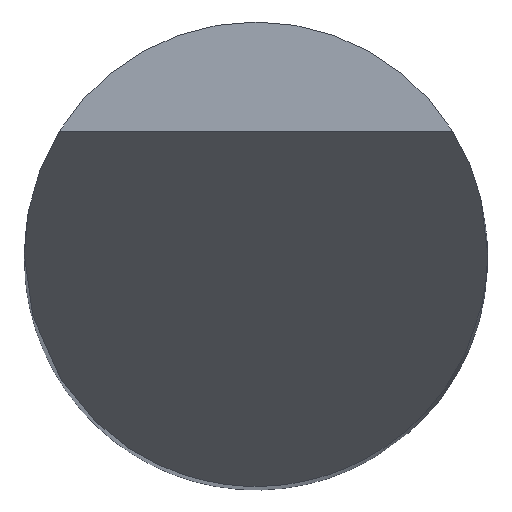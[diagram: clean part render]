
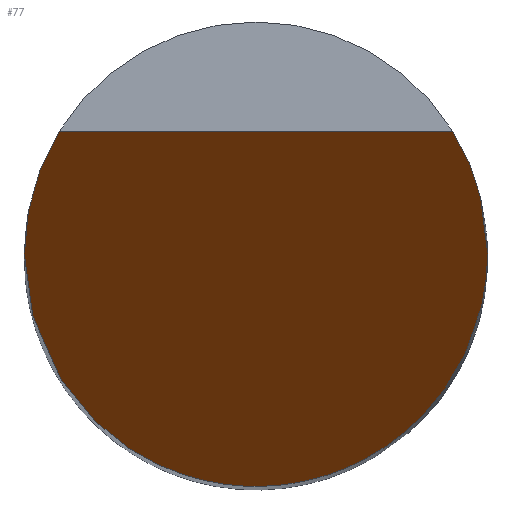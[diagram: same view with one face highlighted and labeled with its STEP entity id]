
A CAD part, top view. The second image highlights one B-rep face of the part: STEP entity #77.
In plain terms, the highlighted planar face has unit normal (0, -0.866, 0.5).
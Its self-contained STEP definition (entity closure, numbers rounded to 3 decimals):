
#77=ADVANCED_FACE('',(#116),#100,.F.);
#100=PLANE('',#523);
#116=FACE_OUTER_BOUND('',#143,.T.);
#143=EDGE_LOOP('',(#214,#215,#216,#217));
#214=ORIENTED_EDGE('',*,*,#363,.T.);
#215=ORIENTED_EDGE('',*,*,#362,.T.);
#216=ORIENTED_EDGE('',*,*,#365,.T.);
#217=ORIENTED_EDGE('',*,*,#373,.T.);
#315=VERTEX_POINT('',#735);
#316=VERTEX_POINT('',#736);
#317=VERTEX_POINT('',#741);
#318=VERTEX_POINT('',#743);
#362=EDGE_CURVE('',#315,#316,#471,.T.);
#363=EDGE_CURVE('',#317,#315,#472,.T.);
#365=EDGE_CURVE('',#316,#318,#473,.T.);
#373=EDGE_CURVE('',#318,#317,#416,.T.);
#416=LINE('',#814,#442);
#442=VECTOR('',#576,1.);
#471=(
BOUNDED_CURVE()
B_SPLINE_CURVE(3,(#731,#732,#733,#734),.UNSPECIFIED.,.F.,.F.)
B_SPLINE_CURVE_WITH_KNOTS((4,4),(0.,1.),.UNSPECIFIED.)
CURVE()
GEOMETRIC_REPRESENTATION_ITEM()
RATIONAL_B_SPLINE_CURVE((1.,0.333,0.333,1.))
REPRESENTATION_ITEM('')
);
#472=(
BOUNDED_CURVE()
B_SPLINE_CURVE(3,(#737,#738,#739,#740),.UNSPECIFIED.,.F.,.F.)
B_SPLINE_CURVE_WITH_KNOTS((4,4),(0.,1.),.UNSPECIFIED.)
CURVE()
GEOMETRIC_REPRESENTATION_ITEM()
RATIONAL_B_SPLINE_CURVE((1.,0.974,0.974,1.))
REPRESENTATION_ITEM('')
);
#473=(
BOUNDED_CURVE()
B_SPLINE_CURVE(3,(#744,#745,#746,#747),.UNSPECIFIED.,.F.,.F.)
B_SPLINE_CURVE_WITH_KNOTS((4,4),(0.,1.),.UNSPECIFIED.)
CURVE()
GEOMETRIC_REPRESENTATION_ITEM()
RATIONAL_B_SPLINE_CURVE((1.,0.974,0.974,1.))
REPRESENTATION_ITEM('')
);
#523=AXIS2_PLACEMENT_3D('',#816,#579,#580);
#576=DIRECTION('',(-1.,0.,0.));
#579=DIRECTION('',(0.,0.866,-0.5));
#580=DIRECTION('',(0.,0.5,0.866));
#731=CARTESIAN_POINT('',(-3.,0.,0.));
#732=CARTESIAN_POINT('',(-3.,-6.,-10.392));
#733=CARTESIAN_POINT('',(3.,-6.,-10.392));
#734=CARTESIAN_POINT('',(3.,0.,0.));
#735=CARTESIAN_POINT('',(-3.,0.,0.));
#736=CARTESIAN_POINT('',(3.,0.,0.));
#737=CARTESIAN_POINT('',(-2.545,1.588,2.75));
#738=CARTESIAN_POINT('',(-2.844,1.108,1.92));
#739=CARTESIAN_POINT('',(-3.,0.565,0.979));
#740=CARTESIAN_POINT('',(-3.,0.,0.));
#741=CARTESIAN_POINT('',(-2.545,1.588,2.75));
#743=CARTESIAN_POINT('',(2.545,1.588,2.75));
#744=CARTESIAN_POINT('',(3.,0.,0.));
#745=CARTESIAN_POINT('',(3.,0.565,0.979));
#746=CARTESIAN_POINT('',(2.844,1.108,1.92));
#747=CARTESIAN_POINT('',(2.545,1.588,2.75));
#814=CARTESIAN_POINT('',(0.,1.588,2.75));
#816=CARTESIAN_POINT('',(3.,-3.,-5.196));
